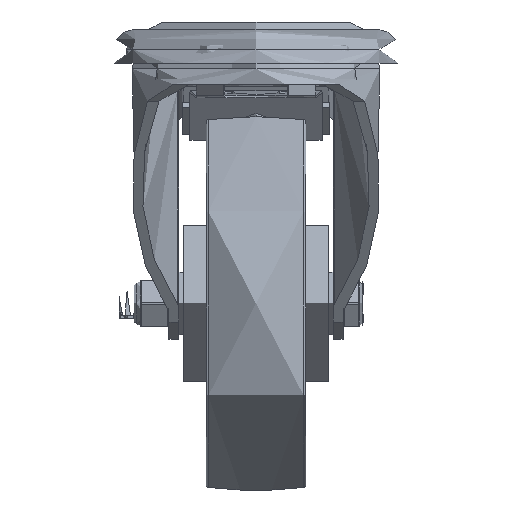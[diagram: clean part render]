
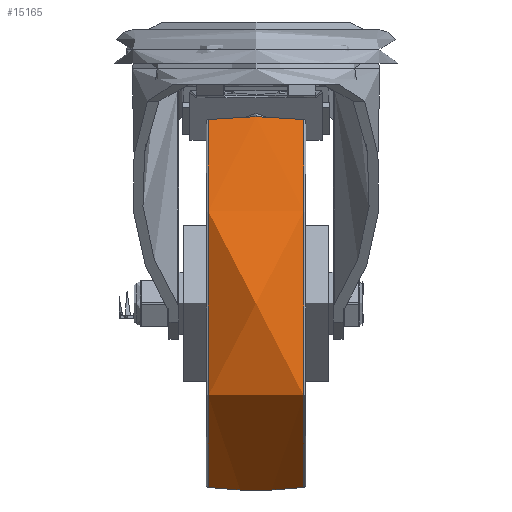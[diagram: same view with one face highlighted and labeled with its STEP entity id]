
A CAD part, left-side view. The second image highlights one B-rep face of the part: STEP entity #15165.
In plain terms, the highlighted free-form (B-spline) face has degree [2, 2] with [3, 9] control points.
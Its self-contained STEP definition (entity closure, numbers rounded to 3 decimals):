
#67=(
BOUNDED_SURFACE()
B_SPLINE_SURFACE(2,2,((#26345,#26346,#26347,#26348,#26349,#26350,#26351,
#26352,#26353),(#26354,#26355,#26356,#26357,#26358,#26359,#26360,#26361,
#26362),(#26363,#26364,#26365,#26366,#26367,#26368,#26369,#26370,#26371)),
 .UNSPECIFIED.,.F.,.T.,.F.)
B_SPLINE_SURFACE_WITH_KNOTS((3,3),(3,2,2,2,3),(-0.119,0.119),
(-3.142,-1.571,0.,1.571,3.142),
 .UNSPECIFIED.)
GEOMETRIC_REPRESENTATION_ITEM()
RATIONAL_B_SPLINE_SURFACE(((1.,0.707,1.,0.707,1.,
0.707,1.,0.707,1.),(0.993,0.702,
0.993,0.702,0.993,0.702,
0.993,0.702,0.993),(1.,0.707,
1.,0.707,1.,0.707,1.,0.707,1.)))
REPRESENTATION_ITEM('')
SURFACE()
);
#4485=FACE_OUTER_BOUND('',#5411,.T.);
#5411=EDGE_LOOP('',(#11945,#11946,#11947,#11948));
#6279=CIRCLE('',#16484,73.858);
#6280=CIRCLE('',#16485,160.625);
#6281=CIRCLE('',#16486,73.858);
#7155=VERTEX_POINT('',#26342);
#7156=VERTEX_POINT('',#26372);
#8912=EDGE_CURVE('',#7155,#7155,#6279,.T.);
#8913=EDGE_CURVE('',#7155,#7156,#6280,.T.);
#8914=EDGE_CURVE('',#7156,#7156,#6281,.T.);
#11945=ORIENTED_EDGE('',*,*,#8912,.F.);
#11946=ORIENTED_EDGE('',*,*,#8913,.T.);
#11947=ORIENTED_EDGE('',*,*,#8914,.T.);
#11948=ORIENTED_EDGE('',*,*,#8913,.F.);
#15165=ADVANCED_FACE('',(#4485),#67,.F.);
#16484=AXIS2_PLACEMENT_3D('',#26344,#18802,#18803);
#16485=AXIS2_PLACEMENT_3D('',#26373,#18804,#18805);
#16486=AXIS2_PLACEMENT_3D('',#26374,#18806,#18807);
#18802=DIRECTION('center_axis',(0.,1.,0.));
#18803=DIRECTION('ref_axis',(0.,0.,1.));
#18804=DIRECTION('center_axis',(-1.,0.,0.));
#18805=DIRECTION('ref_axis',(0.,0.,-1.));
#18806=DIRECTION('center_axis',(0.,1.,0.));
#18807=DIRECTION('ref_axis',(0.,0.,1.));
#26342=CARTESIAN_POINT('',(0.,19.119,-73.858));
#26344=CARTESIAN_POINT('Origin',(0.,19.119,0.));
#26345=CARTESIAN_POINT('Ctrl Pts',(0.,-19.119,-73.858));
#26346=CARTESIAN_POINT('Ctrl Pts',(-73.858,-19.119,
-73.858));
#26347=CARTESIAN_POINT('Ctrl Pts',(-73.858,-19.119,
0.));
#26348=CARTESIAN_POINT('Ctrl Pts',(-73.858,-19.119,
73.858));
#26349=CARTESIAN_POINT('Ctrl Pts',(0.,-19.119,73.858));
#26350=CARTESIAN_POINT('Ctrl Pts',(73.858,-19.119,73.858));
#26351=CARTESIAN_POINT('Ctrl Pts',(73.858,-19.119,0.));
#26352=CARTESIAN_POINT('Ctrl Pts',(73.858,-19.119,-73.858));
#26353=CARTESIAN_POINT('Ctrl Pts',(0.,-19.119,-73.858));
#26354=CARTESIAN_POINT('Ctrl Pts',(0.,0.,-76.15));
#26355=CARTESIAN_POINT('Ctrl Pts',(-76.15,0.,
-76.15));
#26356=CARTESIAN_POINT('Ctrl Pts',(-76.15,0.,
0.));
#26357=CARTESIAN_POINT('Ctrl Pts',(-76.15,0.,
76.15));
#26358=CARTESIAN_POINT('Ctrl Pts',(0.,0.,76.15));
#26359=CARTESIAN_POINT('Ctrl Pts',(76.15,0.,
76.15));
#26360=CARTESIAN_POINT('Ctrl Pts',(76.15,0.,
0.));
#26361=CARTESIAN_POINT('Ctrl Pts',(76.15,0.,
-76.15));
#26362=CARTESIAN_POINT('Ctrl Pts',(0.,0.,-76.15));
#26363=CARTESIAN_POINT('Ctrl Pts',(0.,19.119,-73.858));
#26364=CARTESIAN_POINT('Ctrl Pts',(-73.858,19.119,-73.858));
#26365=CARTESIAN_POINT('Ctrl Pts',(-73.858,19.119,0.));
#26366=CARTESIAN_POINT('Ctrl Pts',(-73.858,19.119,73.858));
#26367=CARTESIAN_POINT('Ctrl Pts',(0.,19.119,73.858));
#26368=CARTESIAN_POINT('Ctrl Pts',(73.858,19.119,73.858));
#26369=CARTESIAN_POINT('Ctrl Pts',(73.858,19.119,0.));
#26370=CARTESIAN_POINT('Ctrl Pts',(73.858,19.119,-73.858));
#26371=CARTESIAN_POINT('Ctrl Pts',(0.,19.119,-73.858));
#26372=CARTESIAN_POINT('',(0.,-19.119,-73.858));
#26373=CARTESIAN_POINT('Origin',(0.,0.,
85.625));
#26374=CARTESIAN_POINT('Origin',(0.,-19.119,0.));
